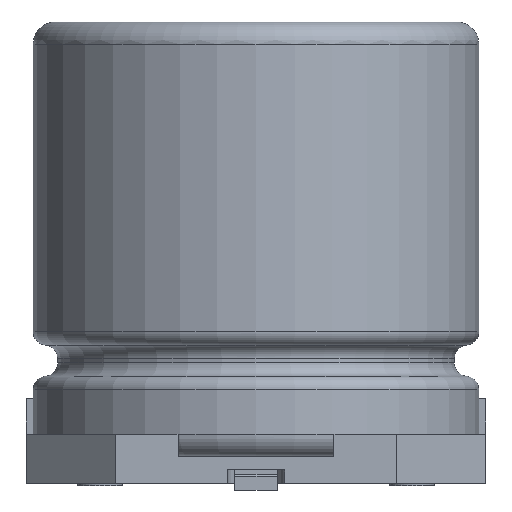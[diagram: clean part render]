
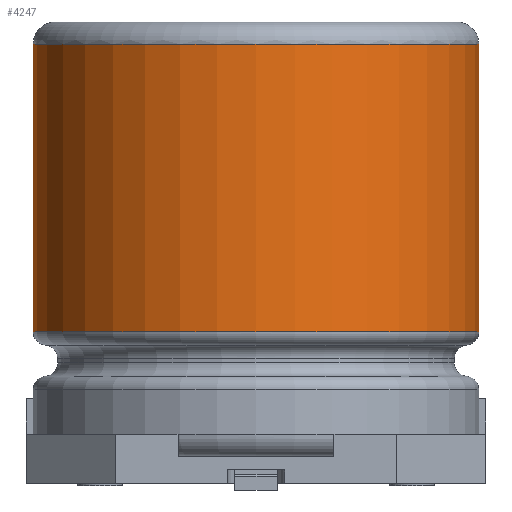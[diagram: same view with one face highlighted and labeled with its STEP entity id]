
A CAD part, left-side view. The second image highlights one B-rep face of the part: STEP entity #4247.
In plain terms, the highlighted cylindrical face has radius 5 mm (diameter 10 mm), a full revolution.
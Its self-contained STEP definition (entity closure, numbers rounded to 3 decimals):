
#153=CIRCLE('',#5950,5.);
#156=CIRCLE('',#5955,5.);
#207=CYLINDRICAL_SURFACE('',#5961,5.);
#870=ORIENTED_EDGE('',*,*,#1837,.T.);
#871=ORIENTED_EDGE('',*,*,#1834,.T.);
#1834=EDGE_CURVE('',#2343,#2343,#153,.T.);
#1837=EDGE_CURVE('',#2346,#2346,#156,.T.);
#2343=VERTEX_POINT('',#8685);
#2346=VERTEX_POINT('',#8693);
#3513=EDGE_LOOP('',(#870));
#3514=EDGE_LOOP('',(#871));
#3809=FACE_BOUND('',#3513,.T.);
#3810=FACE_BOUND('',#3514,.T.);
#4247=ADVANCED_FACE('',(#3809,#3810),#207,.T.);
#5950=AXIS2_PLACEMENT_3D('',#8684,#6751,#6752);
#5955=AXIS2_PLACEMENT_3D('',#8692,#6761,#6762);
#5961=AXIS2_PLACEMENT_3D('',#8700,#6773,#6774);
#6751=DIRECTION('',(0.,0.,-1.));
#6752=DIRECTION('',(0.,1.,0.));
#6761=DIRECTION('',(0.,0.,1.));
#6762=DIRECTION('',(0.,-1.,0.));
#6773=DIRECTION('',(0.,0.,-1.));
#6774=DIRECTION('',(0.,-1.,0.));
#8684=CARTESIAN_POINT('',(0.,0.,9.85));
#8685=CARTESIAN_POINT('',(0.,5.,9.85));
#8692=CARTESIAN_POINT('',(0.,0.,3.4));
#8693=CARTESIAN_POINT('',(0.,-5.,3.4));
#8700=CARTESIAN_POINT('',(0.,0.,10.5));
